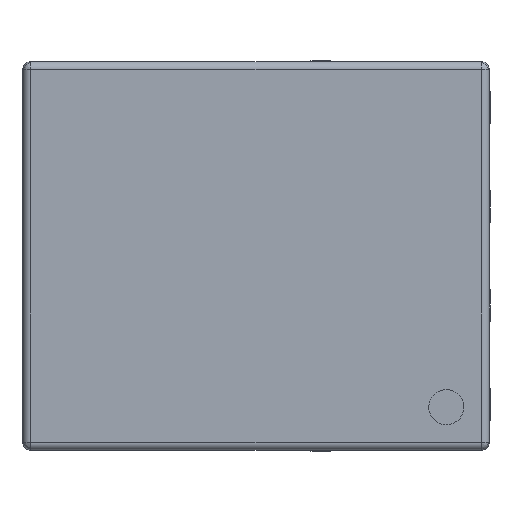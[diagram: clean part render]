
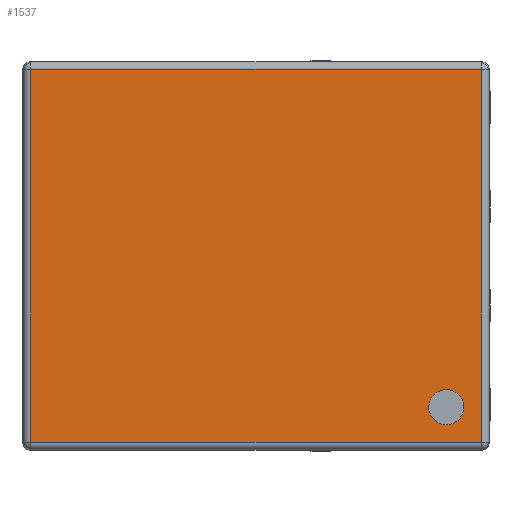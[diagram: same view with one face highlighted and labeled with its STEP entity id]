
A CAD part, top view. The second image highlights one B-rep face of the part: STEP entity #1537.
In plain terms, the highlighted planar face has unit normal (0, 0, 1).
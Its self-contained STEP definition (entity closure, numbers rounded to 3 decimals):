
#15 = VECTOR ( 'NONE', #1350, 1000. ) ;
#34 = B_SPLINE_CURVE_WITH_KNOTS ( 'NONE', 3,
 ( #2639, #1150, #848, #2735, #2889, #245, #501, #1053 ),
 .UNSPECIFIED., .F., .F.,
 ( 4, 1, 1, 1, 1, 4 ),
 ( 0., 0.111, 0.222, 0.333, 0.444, 0.5 ),
 .UNSPECIFIED. ) ;
#47 = CARTESIAN_POINT ( 'NONE',  ( -2.89, -2.39, 1.05 ) ) ;
#73 = CARTESIAN_POINT ( 'NONE',  ( 2.229, -1.835, 1.05 ) ) ;
#91 = CARTESIAN_POINT ( 'NONE',  ( 2.89, -2.39, 1.05 ) ) ;
#138 = ORIENTED_EDGE ( 'NONE', *, *, #896, .F. ) ;
#229 = LINE ( 'NONE', #2663, #2609 ) ;
#245 = CARTESIAN_POINT ( 'NONE',  ( 2.229, -2.045, 1.05 ) ) ;
#276 = CARTESIAN_POINT ( 'NONE',  ( 2.665, -1.888, 1.05 ) ) ;
#447 = FACE_BOUND ( 'NONE', #2002, .T. ) ;
#463 = LINE ( 'NONE', #912, #2467 ) ;
#496 = DIRECTION ( 'NONE',  ( -1., 0., 0. ) ) ;
#501 = CARTESIAN_POINT ( 'NONE',  ( 2.215, -1.966, 1.05 ) ) ;
#503 = VERTEX_POINT ( 'NONE', #2202 ) ;
#514 = ORIENTED_EDGE ( 'NONE', *, *, #2669, .T. ) ;
#552 = CARTESIAN_POINT ( 'NONE',  ( 2.482, -1.7, 1.05 ) ) ;
#615 = VERTEX_POINT ( 'NONE', #47 ) ;
#669 = VECTOR ( 'NONE', #496, 1000. ) ;
#676 = PLANE ( 'NONE',  #1129 ) ;
#683 = EDGE_CURVE ( 'NONE', #615, #1584, #463, .T. ) ;
#728 = CARTESIAN_POINT ( 'NONE',  ( 2.627, -1.783, 1.05 ) ) ;
#796 = LINE ( 'NONE', #2387, #15 ) ;
#848 = CARTESIAN_POINT ( 'NONE',  ( 2.627, -2.097, 1.05 ) ) ;
#896 = EDGE_CURVE ( 'NONE', #503, #2339, #796, .T. ) ;
#910 = DIRECTION ( 'NONE',  ( 1., 0., 0. ) ) ;
#912 = CARTESIAN_POINT ( 'NONE',  ( -2.89, -1.245, 1.05 ) ) ;
#934 = ORIENTED_EDGE ( 'NONE', *, *, #683, .F. ) ;
#969 = LINE ( 'NONE', #1156, #669 ) ;
#1024 = ORIENTED_EDGE ( 'NONE', *, *, #1388, .F. ) ;
#1053 = CARTESIAN_POINT ( 'NONE',  ( 2.215, -1.94, 1.05 ) ) ;
#1129 = AXIS2_PLACEMENT_3D ( 'NONE', #1754, #2481, #910 ) ;
#1150 = CARTESIAN_POINT ( 'NONE',  ( 2.665, -1.992, 1.05 ) ) ;
#1156 = CARTESIAN_POINT ( 'NONE',  ( 1.495, -2.39, 1.05 ) ) ;
#1174 = B_SPLINE_CURVE_WITH_KNOTS ( 'NONE', 3,
 ( #1823, #1684, #73, #2779, #552, #728, #276, #1890 ),
 .UNSPECIFIED., .F., .F.,
 ( 4, 1, 1, 1, 1, 4 ),
 ( 0.5, 0.556, 0.667, 0.778, 0.889, 1. ),
 .UNSPECIFIED. ) ;
#1350 = DIRECTION ( 'NONE',  ( 0., -1., 0. ) ) ;
#1388 = EDGE_CURVE ( 'NONE', #1584, #503, #229, .T. ) ;
#1514 = EDGE_LOOP ( 'NONE', ( #934, #1748, #138, #1024 ) ) ;
#1537 = ADVANCED_FACE ( 'NONE', ( #2462, #447 ), #676, .T. ) ;
#1584 = VERTEX_POINT ( 'NONE', #2712 ) ;
#1616 = DIRECTION ( 'NONE',  ( 0., 1., 0. ) ) ;
#1684 = CARTESIAN_POINT ( 'NONE',  ( 2.215, -1.914, 1.05 ) ) ;
#1748 = ORIENTED_EDGE ( 'NONE', *, *, #2015, .F. ) ;
#1754 = CARTESIAN_POINT ( 'NONE',  ( 0., 0., 1.05 ) ) ;
#1804 = CARTESIAN_POINT ( 'NONE',  ( 2.215, -1.94, 1.05 ) ) ;
#1823 = CARTESIAN_POINT ( 'NONE',  ( 2.215, -1.94, 1.05 ) ) ;
#1875 = VERTEX_POINT ( 'NONE', #1804 ) ;
#1890 = CARTESIAN_POINT ( 'NONE',  ( 2.665, -1.94, 1.05 ) ) ;
#1977 = CARTESIAN_POINT ( 'NONE',  ( 2.665, -1.94, 1.05 ) ) ;
#2002 = EDGE_LOOP ( 'NONE', ( #514, #2273 ) ) ;
#2015 = EDGE_CURVE ( 'NONE', #2339, #615, #969, .T. ) ;
#2202 = CARTESIAN_POINT ( 'NONE',  ( 2.89, 2.39, 1.05 ) ) ;
#2273 = ORIENTED_EDGE ( 'NONE', *, *, #2710, .T. ) ;
#2339 = VERTEX_POINT ( 'NONE', #91 ) ;
#2387 = CARTESIAN_POINT ( 'NONE',  ( 2.89, 1.245, 1.05 ) ) ;
#2433 = DIRECTION ( 'NONE',  ( 1., 0., 0. ) ) ;
#2462 = FACE_OUTER_BOUND ( 'NONE', #1514, .T. ) ;
#2467 = VECTOR ( 'NONE', #1616, 1000. ) ;
#2481 = DIRECTION ( 'NONE',  ( 0., 0., 1. ) ) ;
#2533 = VERTEX_POINT ( 'NONE', #1977 ) ;
#2609 = VECTOR ( 'NONE', #2433, 1000. ) ;
#2639 = CARTESIAN_POINT ( 'NONE',  ( 2.665, -1.94, 1.05 ) ) ;
#2663 = CARTESIAN_POINT ( 'NONE',  ( -1.495, 2.39, 1.05 ) ) ;
#2669 = EDGE_CURVE ( 'NONE', #2533, #1875, #34, .T. ) ;
#2710 = EDGE_CURVE ( 'NONE', #1875, #2533, #1174, .T. ) ;
#2712 = CARTESIAN_POINT ( 'NONE',  ( -2.89, 2.39, 1.05 ) ) ;
#2735 = CARTESIAN_POINT ( 'NONE',  ( 2.482, -2.18, 1.05 ) ) ;
#2779 = CARTESIAN_POINT ( 'NONE',  ( 2.318, -1.729, 1.05 ) ) ;
#2889 = CARTESIAN_POINT ( 'NONE',  ( 2.318, -2.151, 1.05 ) ) ;
